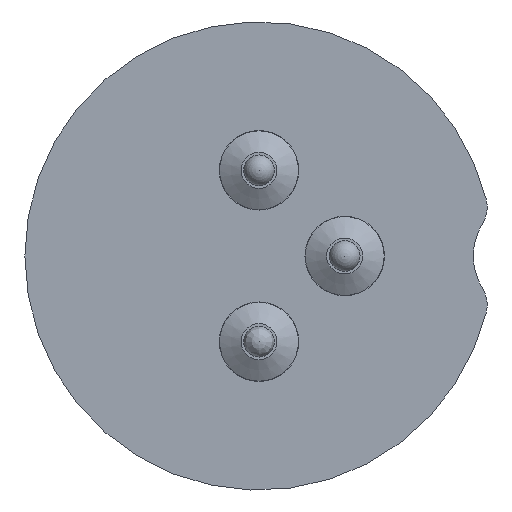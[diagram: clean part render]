
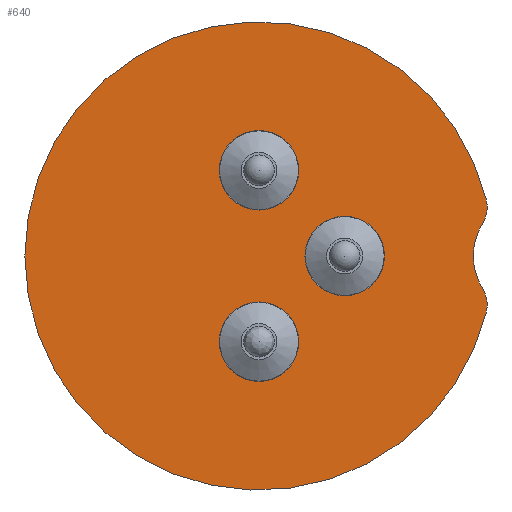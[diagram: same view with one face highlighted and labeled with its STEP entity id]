
A CAD part, front view. The second image highlights one B-rep face of the part: STEP entity #640.
In plain terms, the highlighted planar face has unit normal (0, -1, 0).
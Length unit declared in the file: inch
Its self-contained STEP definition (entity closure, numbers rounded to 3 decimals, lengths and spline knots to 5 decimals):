
#27 = ORIENTED_EDGE ( 'NONE', *, *, #185, .F. ) ;
#57 = DIRECTION ( 'NONE',  ( 0., 0., -1. ) ) ;
#71 = VERTEX_POINT ( 'NONE', #1331 ) ;
#77 = DIRECTION ( 'NONE',  ( 0., -1., 0. ) ) ;
#161 = CARTESIAN_POINT ( 'NONE',  ( 0.028, 0., -0.013 ) ) ;
#181 = AXIS2_PLACEMENT_3D ( 'NONE', #852, #218, #963 ) ;
#185 = EDGE_CURVE ( 'NONE', #667, #71, #400, .T. ) ;
#199 = EDGE_CURVE ( 'NONE', #1080, #1080, #970, .T. ) ;
#208 = CIRCLE ( 'NONE', #1125, 0.01 ) ;
#218 = DIRECTION ( 'NONE',  ( 0., 1., 0. ) ) ;
#250 = AXIS2_PLACEMENT_3D ( 'NONE', #321, #1052, #427 ) ;
#252 = ORIENTED_EDGE ( 'NONE', *, *, #1017, .T. ) ;
#257 = AXIS2_PLACEMENT_3D ( 'NONE', #1330, #685, #57 ) ;
#258 = FACE_BOUND ( 'NONE', #709, .T. ) ;
#321 = CARTESIAN_POINT ( 'NONE',  ( 0., 0., 0. ) ) ;
#328 = DIRECTION ( 'NONE',  ( 0., -1., 0. ) ) ;
#343 = VERTEX_POINT ( 'NONE', #161 ) ;
#361 = DIRECTION ( 'NONE',  ( 0., 1., 0. ) ) ;
#369 = CARTESIAN_POINT ( 'NONE',  ( 0., 0., 0.015 ) ) ;
#372 = ORIENTED_EDGE ( 'NONE', *, *, #659, .T. ) ;
#388 = DIRECTION ( 'NONE',  ( 0., -1., 0. ) ) ;
#391 = AXIS2_PLACEMENT_3D ( 'NONE', #962, #328, #1058 ) ;
#400 = CIRCLE ( 'NONE', #671, 0.02 ) ;
#427 = DIRECTION ( 'NONE',  ( 0., 0., -1. ) ) ;
#441 = VERTEX_POINT ( 'NONE', #369 ) ;
#445 = EDGE_CURVE ( 'NONE', #343, #343, #561, .T. ) ;
#531 = CARTESIAN_POINT ( 'NONE',  ( 0.07305, 0., 0.01061 ) ) ;
#561 = CIRCLE ( 'NONE', #257, 0.013 ) ;
#571 = AXIS2_PLACEMENT_3D ( 'NONE', #1277, #641, #1385 ) ;
#595 = ORIENTED_EDGE ( 'NONE', *, *, #1292, .F. ) ;
#612 = FACE_BOUND ( 'NONE', #792, .T. ) ;
#629 = EDGE_CURVE ( 'NONE', #667, #972, #208, .T. ) ;
#640 = ADVANCED_FACE ( 'NONE', ( #959, #957, #612, #258 ), #913, .T. ) ;
#641 = DIRECTION ( 'NONE',  ( 0., 1., 0. ) ) ;
#659 = EDGE_CURVE ( 'NONE', #441, #441, #975, .T. ) ;
#667 = VERTEX_POINT ( 'NONE', #531 ) ;
#671 = AXIS2_PLACEMENT_3D ( 'NONE', #698, #77, #808 ) ;
#685 = DIRECTION ( 'NONE',  ( 0., 1., 0. ) ) ;
#698 = CARTESIAN_POINT ( 'NONE',  ( 0.09, 0., 0. ) ) ;
#709 = EDGE_LOOP ( 'NONE', ( #1164 ) ) ;
#743 = EDGE_LOOP ( 'NONE', ( #372 ) ) ;
#769 = EDGE_LOOP ( 'NONE', ( #595, #252, #27, #1192 ) ) ;
#792 = EDGE_LOOP ( 'NONE', ( #897 ) ) ;
#808 = DIRECTION ( 'NONE',  ( 0., 0., -1. ) ) ;
#820 = CIRCLE ( 'NONE', #571, 0.0765 ) ;
#852 = CARTESIAN_POINT ( 'NONE',  ( 0., 0., 0.028 ) ) ;
#897 = ORIENTED_EDGE ( 'NONE', *, *, #445, .T. ) ;
#913 = PLANE ( 'NONE',  #250 ) ;
#957 = FACE_BOUND ( 'NONE', #743, .T. ) ;
#959 = FACE_OUTER_BOUND ( 'NONE', #769, .T. ) ;
#962 = CARTESIAN_POINT ( 'NONE',  ( 0.06457, 0., -0.01591 ) ) ;
#963 = DIRECTION ( 'NONE',  ( 0., 0., -1. ) ) ;
#970 = CIRCLE ( 'NONE', #1337, 0.013 ) ;
#972 = VERTEX_POINT ( 'NONE', #1357 ) ;
#975 = CIRCLE ( 'NONE', #181, 0.013 ) ;
#988 = CARTESIAN_POINT ( 'NONE',  ( 0., 0., -0.028 ) ) ;
#1015 = CARTESIAN_POINT ( 'NONE',  ( 0.06457, 0., 0.01591 ) ) ;
#1017 = EDGE_CURVE ( 'NONE', #1265, #71, #1364, .T. ) ;
#1052 = DIRECTION ( 'NONE',  ( 0., -1., 0. ) ) ;
#1058 = DIRECTION ( 'NONE',  ( 0., 0., -1. ) ) ;
#1080 = VERTEX_POINT ( 'NONE', #1210 ) ;
#1099 = DIRECTION ( 'NONE',  ( 0., 0., -1. ) ) ;
#1122 = DIRECTION ( 'NONE',  ( 0., 0., -1. ) ) ;
#1125 = AXIS2_PLACEMENT_3D ( 'NONE', #1015, #388, #1122 ) ;
#1164 = ORIENTED_EDGE ( 'NONE', *, *, #199, .T. ) ;
#1192 = ORIENTED_EDGE ( 'NONE', *, *, #629, .T. ) ;
#1210 = CARTESIAN_POINT ( 'NONE',  ( 0., 0., -0.041 ) ) ;
#1265 = VERTEX_POINT ( 'NONE', #1376 ) ;
#1277 = CARTESIAN_POINT ( 'NONE',  ( 0., 0., 0. ) ) ;
#1292 = EDGE_CURVE ( 'NONE', #1265, #972, #820, .T. ) ;
#1330 = CARTESIAN_POINT ( 'NONE',  ( 0.028, 0., 0. ) ) ;
#1331 = CARTESIAN_POINT ( 'NONE',  ( 0.07305, 0., -0.01061 ) ) ;
#1337 = AXIS2_PLACEMENT_3D ( 'NONE', #988, #361, #1099 ) ;
#1357 = CARTESIAN_POINT ( 'NONE',  ( 0.07428, 0., 0.01831 ) ) ;
#1364 = CIRCLE ( 'NONE', #391, 0.01 ) ;
#1376 = CARTESIAN_POINT ( 'NONE',  ( 0.07428, 0., -0.01831 ) ) ;
#1385 = DIRECTION ( 'NONE',  ( 0., 0., 1. ) ) ;
